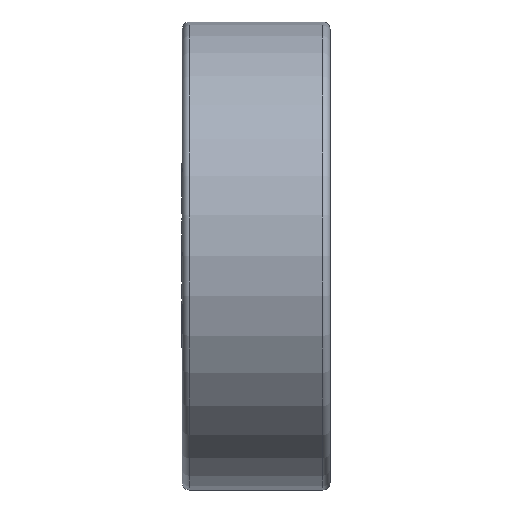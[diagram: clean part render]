
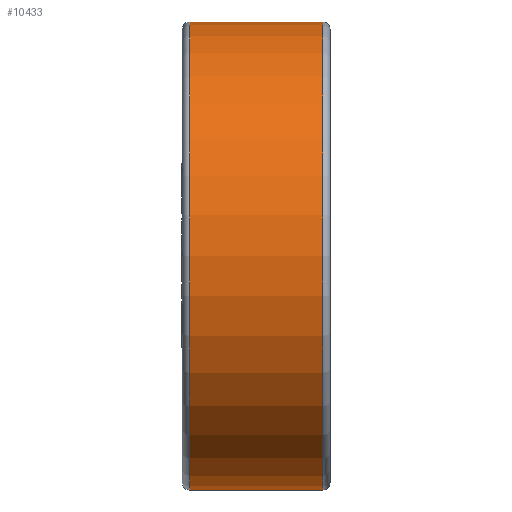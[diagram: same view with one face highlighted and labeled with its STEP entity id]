
A CAD part, top view. The second image highlights one B-rep face of the part: STEP entity #10433.
In plain terms, the highlighted cylindrical face has radius 9.5 mm (diameter 19 mm), a partial arc.
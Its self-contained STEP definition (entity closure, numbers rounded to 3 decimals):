
#2640=CARTESIAN_POINT('',(-2.7,0.,0.));
#2641=DIRECTION('',(1.,0.,0.));
#2642=DIRECTION('',(0.,1.,0.));
#2643=AXIS2_PLACEMENT_3D('',#2640,#2641,#2642);
#2648=CARTESIAN_POINT('',(2.7,0.,0.));
#2649=DIRECTION('',(1.,0.,0.));
#2650=DIRECTION('',(0.,1.,0.));
#2651=AXIS2_PLACEMENT_3D('',#2648,#2649,#2650);
#2664=DIRECTION('',(-1.,0.,0.));
#2665=VECTOR('',#2664,5.4);
#2666=CARTESIAN_POINT('',(2.7,-9.5,0.));
#2667=LINE('',#2666,#2665);
#2679=DIRECTION('',(-1.,0.,0.));
#2680=VECTOR('',#2679,5.4);
#2681=CARTESIAN_POINT('',(2.7,9.5,0.));
#2682=LINE('',#2681,#2680);
#8057=CARTESIAN_POINT('',(-2.7,9.5,0.));
#8058=CARTESIAN_POINT('',(-2.7,-9.5,0.));
#8059=VERTEX_POINT('',#8057);
#8060=VERTEX_POINT('',#8058);
#8061=CARTESIAN_POINT('',(2.7,9.5,0.));
#8062=CARTESIAN_POINT('',(2.7,-9.5,0.));
#8063=VERTEX_POINT('',#8061);
#8064=VERTEX_POINT('',#8062);
#10419=CARTESIAN_POINT('',(-3.3,0.,0.));
#10420=DIRECTION('',(1.,0.,0.));
#10421=DIRECTION('',(0.,-1.,0.));
#10422=AXIS2_PLACEMENT_3D('',#10419,#10420,#10421);
#10423=CYLINDRICAL_SURFACE('',#10422,9.5);
#10424=ORIENTED_EDGE('',*,*,#10409,.F.);
#10426=ORIENTED_EDGE('',*,*,#10425,.F.);
#10428=ORIENTED_EDGE('',*,*,#10427,.T.);
#10430=ORIENTED_EDGE('',*,*,#10429,.T.);
#10431=EDGE_LOOP('',(#10424,#10426,#10428,#10430));
#10432=FACE_OUTER_BOUND('',#10431,.F.);
#2644=CIRCLE('',#2643,9.5);
#2652=CIRCLE('',#2651,9.5);
#10409=EDGE_CURVE('',#8059,#8060,#2644,.T.);
#10425=EDGE_CURVE('',#8063,#8059,#2682,.T.);
#10427=EDGE_CURVE('',#8063,#8064,#2652,.T.);
#10429=EDGE_CURVE('',#8064,#8060,#2667,.T.);
#10433=ADVANCED_FACE('',(#10432),#10423,.T.);
